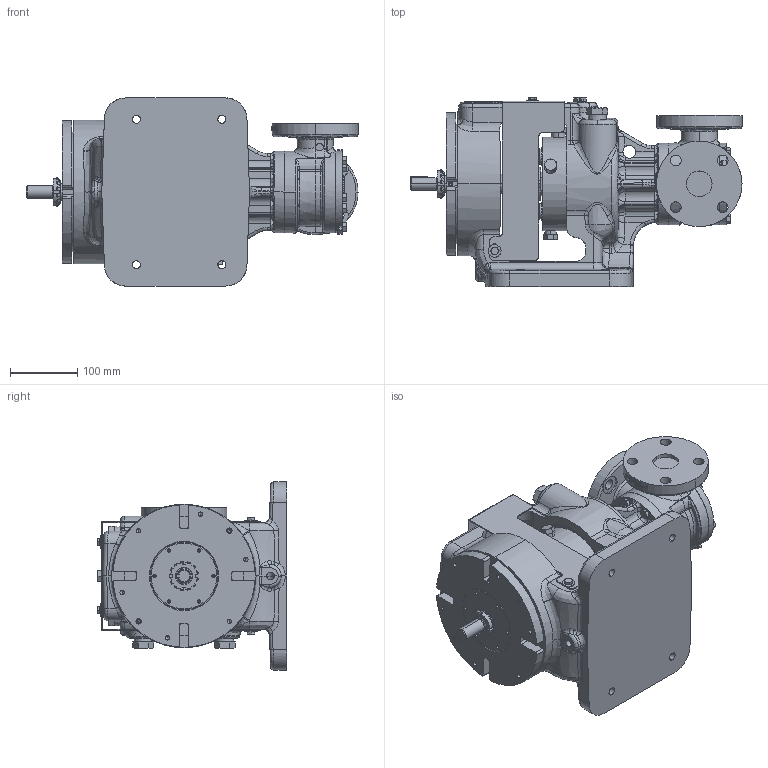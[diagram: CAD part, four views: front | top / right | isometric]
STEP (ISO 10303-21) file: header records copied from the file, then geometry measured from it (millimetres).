
FILE_DESCRIPTION (( 'STEP AP214' ), '1' );
FILE_NAME ('H4223AA.STEP', '2017-01-20T16:22:19', ( '' ), ( '' ), 'SwSTEP 2.0', 'SolidWorks 2016', '' );
FILE_SCHEMA (( 'AUTOMOTIVE_DESIGN' ));
Length unit declared in the file: inch
Products named in the file (2): H4223AA
Bounding box: 493.01 x 281.01 x 279.4 mm (x, y, z)
Volume: 10111616 mm3; surface area: 777403.9 mm2
Topology: 1 solids, 1 shells, 2887 faces, 7285 edges, 4491 vertices
Faces by surface type: plane 1031, bspline 754, cylinder 584, cone 518
Entity records: 187278 total; most frequent: CARTESIAN_POINT 98525, ORIENTED_EDGE 14470, DIRECTION 10867, EDGE_CURVE 7235, VERTEX_POINT 4491, AXIS2_PLACEMENT_3D 4155, EDGE_LOOP 3098, ADVANCED_FACE 2887
